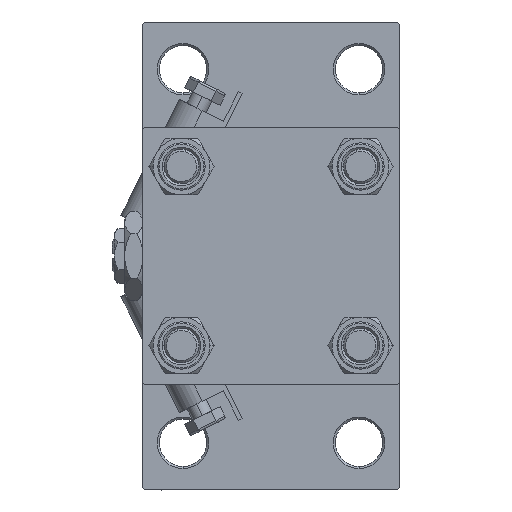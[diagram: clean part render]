
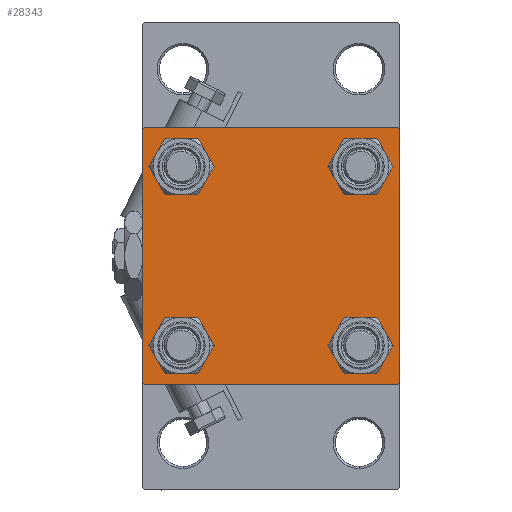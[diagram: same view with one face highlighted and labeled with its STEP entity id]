
A CAD part, left-side view. The second image highlights one B-rep face of the part: STEP entity #28343.
In plain terms, the highlighted planar face has unit normal (-1, 0, 0).
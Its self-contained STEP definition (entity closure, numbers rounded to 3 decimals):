
#113 = LINE ( 'NONE', #16641, #29360 ) ;
#367 = DIRECTION ( 'NONE',  ( 0., 0., 1. ) ) ;
#465 = VERTEX_POINT ( 'NONE', #36314 ) ;
#882 = CARTESIAN_POINT ( 'NONE',  ( 0., -29.5, -30. ) ) ;
#1526 = VERTEX_POINT ( 'NONE', #47086 ) ;
#2532 = DIRECTION ( 'NONE',  ( 0., 0., 1. ) ) ;
#2688 = CARTESIAN_POINT ( 'NONE',  ( 0., 29.5, -30. ) ) ;
#2801 = CARTESIAN_POINT ( 'NONE',  ( 0., -20.85, 20.85 ) ) ;
#3285 = ORIENTED_EDGE ( 'NONE', *, *, #23358, .T. ) ;
#3394 = FACE_BOUND ( 'NONE', #35906, .T. ) ;
#3662 = CARTESIAN_POINT ( 'NONE',  ( 0., 0., 0. ) ) ;
#3934 = CARTESIAN_POINT ( 'NONE',  ( 0., -20.85, -20.85 ) ) ;
#4006 = AXIS2_PLACEMENT_3D ( 'NONE', #2801, #27168, #2532 ) ;
#4223 = VERTEX_POINT ( 'NONE', #28437 ) ;
#4598 = ORIENTED_EDGE ( 'NONE', *, *, #33391, .T. ) ;
#4713 = CARTESIAN_POINT ( 'NONE',  ( 0., 20.85, -25.35 ) ) ;
#5086 = CIRCLE ( 'NONE', #11160, 4.5 ) ;
#5155 = LINE ( 'NONE', #9483, #35791 ) ;
#5450 = CARTESIAN_POINT ( 'NONE',  ( 0., -20.85, -16.35 ) ) ;
#5728 = CIRCLE ( 'NONE', #4006, 4.5 ) ;
#6520 = VERTEX_POINT ( 'NONE', #37694 ) ;
#6657 = EDGE_CURVE ( 'NONE', #10851, #19789, #13878, .T. ) ;
#6964 = ORIENTED_EDGE ( 'NONE', *, *, #37755, .F. ) ;
#7048 = VECTOR ( 'NONE', #28620, 1000. ) ;
#7266 = CARTESIAN_POINT ( 'NONE',  ( 0., 30., 30. ) ) ;
#7450 = PLANE ( 'NONE',  #35292 ) ;
#7968 = CARTESIAN_POINT ( 'NONE',  ( 0., 20.85, -20.85 ) ) ;
#8789 = VECTOR ( 'NONE', #9408, 1000. ) ;
#9408 = DIRECTION ( 'NONE',  ( 0., 0., -1. ) ) ;
#9483 = CARTESIAN_POINT ( 'NONE',  ( 0., 29.75, -29.75 ) ) ;
#9591 = EDGE_CURVE ( 'NONE', #41755, #10851, #113, .T. ) ;
#9993 = DIRECTION ( 'NONE',  ( 0., 0.707, -0.707 ) ) ;
#10062 = CARTESIAN_POINT ( 'NONE',  ( 0., 20.85, 25.35 ) ) ;
#10851 = VERTEX_POINT ( 'NONE', #882 ) ;
#10928 = VERTEX_POINT ( 'NONE', #10062 ) ;
#10986 = FACE_BOUND ( 'NONE', #13985, .T. ) ;
#11160 = AXIS2_PLACEMENT_3D ( 'NONE', #46046, #49828, #50096 ) ;
#11585 = CIRCLE ( 'NONE', #36647, 4.5 ) ;
#11876 = LINE ( 'NONE', #7266, #41903 ) ;
#12736 = VERTEX_POINT ( 'NONE', #31990 ) ;
#13878 = LINE ( 'NONE', #26323, #39647 ) ;
#13985 = EDGE_LOOP ( 'NONE', ( #14824, #21784 ) ) ;
#14286 = VERTEX_POINT ( 'NONE', #4713 ) ;
#14377 = CIRCLE ( 'NONE', #26479, 4.5 ) ;
#14824 = ORIENTED_EDGE ( 'NONE', *, *, #25825, .T. ) ;
#15859 = FACE_BOUND ( 'NONE', #34217, .T. ) ;
#16155 = EDGE_LOOP ( 'NONE', ( #22801, #4598 ) ) ;
#16371 = DIRECTION ( 'NONE',  ( 1., 0., 0. ) ) ;
#16436 = AXIS2_PLACEMENT_3D ( 'NONE', #3934, #28597, #44252 ) ;
#16505 = EDGE_CURVE ( 'NONE', #42413, #4223, #41743, .T. ) ;
#16641 = CARTESIAN_POINT ( 'NONE',  ( 0., 30., -30. ) ) ;
#16731 = ORIENTED_EDGE ( 'NONE', *, *, #18583, .T. ) ;
#17072 = AXIS2_PLACEMENT_3D ( 'NONE', #50448, #37775, #29142 ) ;
#17822 = EDGE_CURVE ( 'NONE', #47653, #41755, #5155, .T. ) ;
#17975 = CARTESIAN_POINT ( 'NONE',  ( 0., -30., -29.5 ) ) ;
#18365 = EDGE_CURVE ( 'NONE', #465, #14286, #11585, .T. ) ;
#18583 = EDGE_CURVE ( 'NONE', #1526, #12736, #49570, .T. ) ;
#19115 = ORIENTED_EDGE ( 'NONE', *, *, #16505, .T. ) ;
#19116 = FACE_BOUND ( 'NONE', #16155, .T. ) ;
#19205 = CARTESIAN_POINT ( 'NONE',  ( 0., -20.85, -20.85 ) ) ;
#19349 = AXIS2_PLACEMENT_3D ( 'NONE', #22548, #48208, #27675 ) ;
#19521 = ORIENTED_EDGE ( 'NONE', *, *, #37494, .F. ) ;
#19789 = VERTEX_POINT ( 'NONE', #17975 ) ;
#21073 = CARTESIAN_POINT ( 'NONE',  ( 0., -30., 30. ) ) ;
#21784 = ORIENTED_EDGE ( 'NONE', *, *, #48563, .T. ) ;
#21850 = VECTOR ( 'NONE', #9993, 1000. ) ;
#22548 = CARTESIAN_POINT ( 'NONE',  ( 0., -20.85, 20.85 ) ) ;
#22801 = ORIENTED_EDGE ( 'NONE', *, *, #41718, .T. ) ;
#23358 = EDGE_CURVE ( 'NONE', #12736, #1526, #5728, .T. ) ;
#23413 = ORIENTED_EDGE ( 'NONE', *, *, #9591, .T. ) ;
#23507 = CARTESIAN_POINT ( 'NONE',  ( 0., -29.5, 30. ) ) ;
#23626 = AXIS2_PLACEMENT_3D ( 'NONE', #19205, #44330, #52709 ) ;
#25780 = ORIENTED_EDGE ( 'NONE', *, *, #32610, .T. ) ;
#25825 = EDGE_CURVE ( 'NONE', #10928, #6520, #36954, .T. ) ;
#26323 = CARTESIAN_POINT ( 'NONE',  ( 0., -29.75, -29.75 ) ) ;
#26479 = AXIS2_PLACEMENT_3D ( 'NONE', #29809, #46563, #50867 ) ;
#26566 = VERTEX_POINT ( 'NONE', #51871 ) ;
#27168 = DIRECTION ( 'NONE',  ( 1., 0., 0. ) ) ;
#27675 = DIRECTION ( 'NONE',  ( 0., 0., 1. ) ) ;
#28343 = ADVANCED_FACE ( 'NONE', ( #15859, #19116, #3394, #10986, #36402 ), #7450, .T. ) ;
#28437 = CARTESIAN_POINT ( 'NONE',  ( 0., 30., 29.5 ) ) ;
#28597 = DIRECTION ( 'NONE',  ( 1., 0., 0. ) ) ;
#28620 = DIRECTION ( 'NONE',  ( 0., -1., 0. ) ) ;
#28843 = EDGE_CURVE ( 'NONE', #14286, #465, #5086, .T. ) ;
#29142 = DIRECTION ( 'NONE',  ( 0., 0., 1. ) ) ;
#29360 = VECTOR ( 'NONE', #33122, 1000. ) ;
#29809 = CARTESIAN_POINT ( 'NONE',  ( 0., 20.85, 20.85 ) ) ;
#30355 = CARTESIAN_POINT ( 'NONE',  ( 0., 30., -29.5 ) ) ;
#31756 = ORIENTED_EDGE ( 'NONE', *, *, #28843, .T. ) ;
#31990 = CARTESIAN_POINT ( 'NONE',  ( 0., -20.85, 25.35 ) ) ;
#32100 = CARTESIAN_POINT ( 'NONE',  ( 0., 29.5, 30. ) ) ;
#32610 = EDGE_CURVE ( 'NONE', #26566, #50031, #46902, .T. ) ;
#32836 = VERTEX_POINT ( 'NONE', #5450 ) ;
#33122 = DIRECTION ( 'NONE',  ( 0., -1., 0. ) ) ;
#33391 = EDGE_CURVE ( 'NONE', #33697, #32836, #42305, .T. ) ;
#33625 = VECTOR ( 'NONE', #42834, 1000. ) ;
#33697 = VERTEX_POINT ( 'NONE', #43724 ) ;
#34217 = EDGE_LOOP ( 'NONE', ( #3285, #16731 ) ) ;
#34234 = EDGE_LOOP ( 'NONE', ( #50906, #46015, #23413, #43083, #19521, #25780, #6964, #19115 ) ) ;
#35292 = AXIS2_PLACEMENT_3D ( 'NONE', #3662, #40456, #35865 ) ;
#35791 = VECTOR ( 'NONE', #42205, 1000. ) ;
#35865 = DIRECTION ( 'NONE',  ( 0., 0., 1. ) ) ;
#35906 = EDGE_LOOP ( 'NONE', ( #38606, #31756 ) ) ;
#36314 = CARTESIAN_POINT ( 'NONE',  ( 0., 20.85, -16.35 ) ) ;
#36402 = FACE_OUTER_BOUND ( 'NONE', #34234, .T. ) ;
#36647 = AXIS2_PLACEMENT_3D ( 'NONE', #7968, #16371, #367 ) ;
#36697 = CARTESIAN_POINT ( 'NONE',  ( 0., 30., 30. ) ) ;
#36954 = CIRCLE ( 'NONE', #17072, 4.5 ) ;
#37494 = EDGE_CURVE ( 'NONE', #26566, #19789, #41627, .T. ) ;
#37682 = CARTESIAN_POINT ( 'NONE',  ( 0., 29.75, 29.75 ) ) ;
#37694 = CARTESIAN_POINT ( 'NONE',  ( 0., 20.85, 16.35 ) ) ;
#37755 = EDGE_CURVE ( 'NONE', #42413, #50031, #44277, .T. ) ;
#37775 = DIRECTION ( 'NONE',  ( 1., 0., 0. ) ) ;
#38606 = ORIENTED_EDGE ( 'NONE', *, *, #18365, .T. ) ;
#39066 = CARTESIAN_POINT ( 'NONE',  ( 0., -29.75, 29.75 ) ) ;
#39647 = VECTOR ( 'NONE', #50907, 1000. ) ;
#40456 = DIRECTION ( 'NONE',  ( -1., 0., 0. ) ) ;
#41627 = LINE ( 'NONE', #21073, #8789 ) ;
#41718 = EDGE_CURVE ( 'NONE', #32836, #33697, #46932, .T. ) ;
#41743 = LINE ( 'NONE', #37682, #21850 ) ;
#41755 = VERTEX_POINT ( 'NONE', #2688 ) ;
#41903 = VECTOR ( 'NONE', #53241, 1000. ) ;
#42205 = DIRECTION ( 'NONE',  ( 0., -0.707, -0.707 ) ) ;
#42305 = CIRCLE ( 'NONE', #16436, 4.5 ) ;
#42413 = VERTEX_POINT ( 'NONE', #32100 ) ;
#42834 = DIRECTION ( 'NONE',  ( 0., 0.707, 0.707 ) ) ;
#43083 = ORIENTED_EDGE ( 'NONE', *, *, #6657, .T. ) ;
#43186 = EDGE_CURVE ( 'NONE', #4223, #47653, #11876, .T. ) ;
#43724 = CARTESIAN_POINT ( 'NONE',  ( 0., -20.85, -25.35 ) ) ;
#44252 = DIRECTION ( 'NONE',  ( 0., 0., 1. ) ) ;
#44277 = LINE ( 'NONE', #36697, #7048 ) ;
#44330 = DIRECTION ( 'NONE',  ( 1., 0., 0. ) ) ;
#46015 = ORIENTED_EDGE ( 'NONE', *, *, #17822, .T. ) ;
#46046 = CARTESIAN_POINT ( 'NONE',  ( 0., 20.85, -20.85 ) ) ;
#46563 = DIRECTION ( 'NONE',  ( 1., 0., 0. ) ) ;
#46902 = LINE ( 'NONE', #39066, #33625 ) ;
#46932 = CIRCLE ( 'NONE', #23626, 4.5 ) ;
#47086 = CARTESIAN_POINT ( 'NONE',  ( 0., -20.85, 16.35 ) ) ;
#47653 = VERTEX_POINT ( 'NONE', #30355 ) ;
#48208 = DIRECTION ( 'NONE',  ( 1., 0., 0. ) ) ;
#48563 = EDGE_CURVE ( 'NONE', #6520, #10928, #14377, .T. ) ;
#49570 = CIRCLE ( 'NONE', #19349, 4.5 ) ;
#49828 = DIRECTION ( 'NONE',  ( 1., 0., 0. ) ) ;
#50031 = VERTEX_POINT ( 'NONE', #23507 ) ;
#50096 = DIRECTION ( 'NONE',  ( 0., 0., 1. ) ) ;
#50448 = CARTESIAN_POINT ( 'NONE',  ( 0., 20.85, 20.85 ) ) ;
#50867 = DIRECTION ( 'NONE',  ( 0., 0., 1. ) ) ;
#50906 = ORIENTED_EDGE ( 'NONE', *, *, #43186, .T. ) ;
#50907 = DIRECTION ( 'NONE',  ( 0., -0.707, 0.707 ) ) ;
#51871 = CARTESIAN_POINT ( 'NONE',  ( 0., -30., 29.5 ) ) ;
#52709 = DIRECTION ( 'NONE',  ( 0., 0., 1. ) ) ;
#53241 = DIRECTION ( 'NONE',  ( 0., 0., -1. ) ) ;
